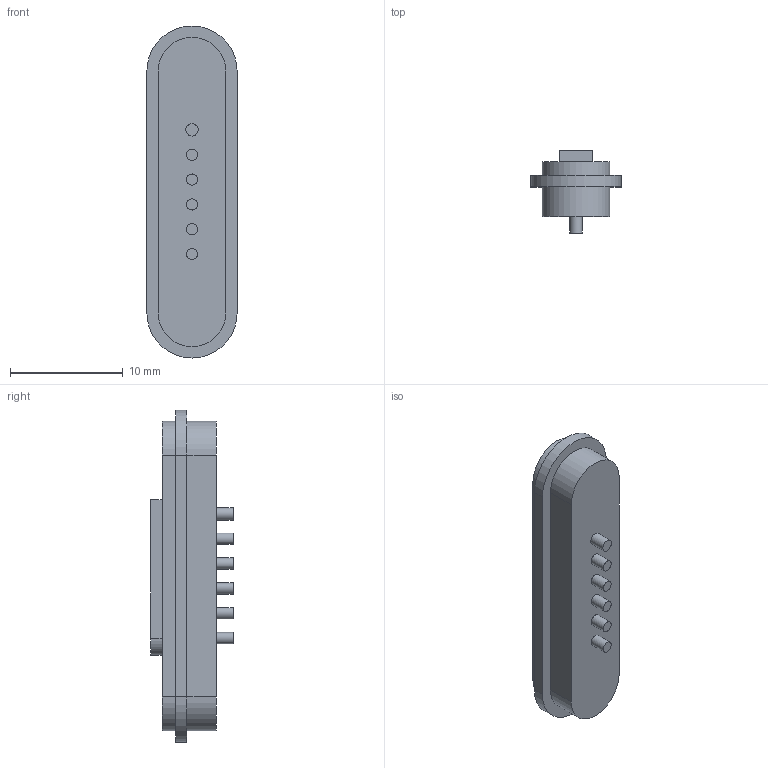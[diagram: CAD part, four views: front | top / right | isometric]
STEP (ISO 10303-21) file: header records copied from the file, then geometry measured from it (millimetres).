
FILE_DESCRIPTION(/* description */ (''),/* implementation_level */ '2;1');
FILE_NAME(/* name */ '6_PIN_MEGNEGTIC_POGO_PINS_1_2_3.step',/* time_stamp */ '2023-01-07T19:04:01+01:00',/* author */ (''),/* organization */ (''),/* preprocessor_version */ 'ST-DEVELOPER v19.2',/* originating_system */ 'Autodesk Translation Framework v11.17.0.187',/* authorisation */ '');
FILE_SCHEMA (('AUTOMOTIVE_DESIGN { 1 0 10303 214 3 1 1 }'));
Length unit declared in the file: millimetre
Products named in the file (1): 6_PIN_MEGNEGTIC_POGO_PINS_1_2_3
Bounding box: 8 x 7.3 x 29.4 mm (x, y, z)
Volume: 834.4 mm3; surface area: 876.5 mm2
Topology: 1 solids, 1 shells, 45 faces, 84 edges, 56 vertices
Faces by surface type: plane 26, cylinder 19
Full cylindrical faces by diameter (mm): 1 x5, 1.091 x1, 1.7 x6
Entity records: 1176 total; most frequent: DIRECTION 214, CARTESIAN_POINT 186, ORIENTED_EDGE 168, EDGE_CURVE 84, AXIS2_PLACEMENT_3D 84, EDGE_LOOP 60, VERTEX_POINT 56, LINE 46
